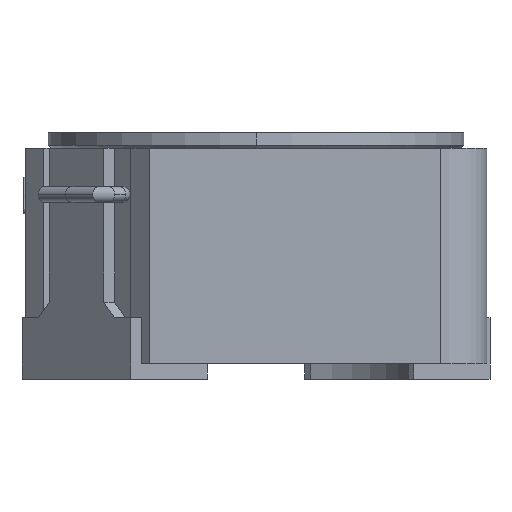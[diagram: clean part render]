
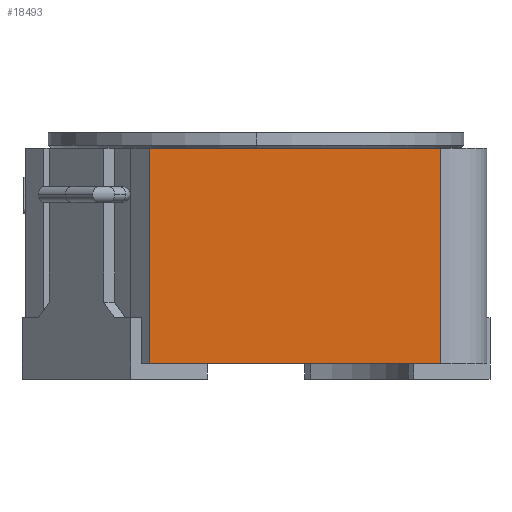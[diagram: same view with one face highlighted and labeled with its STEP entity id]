
A CAD part, left-side view. The second image highlights one B-rep face of the part: STEP entity #18493.
In plain terms, the highlighted planar face has unit normal (-1, 0, 0).
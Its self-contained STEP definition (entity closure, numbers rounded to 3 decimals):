
#1108 = FACE_OUTER_BOUND ( 'NONE', #12626, .T. ) ;
#1353 = VERTEX_POINT ( 'NONE', #9387 ) ;
#1519 = DIRECTION ( 'NONE',  ( 0., 0., 1. ) ) ;
#1957 = DIRECTION ( 'NONE',  ( 0., -1., 0. ) ) ;
#2020 = VERTEX_POINT ( 'NONE', #11047 ) ;
#3370 = LINE ( 'NONE', #14280, #4153 ) ;
#4153 = VECTOR ( 'NONE', #11357, 1000. ) ;
#4634 = DIRECTION ( 'NONE',  ( 0., 1., 0. ) ) ;
#4737 = LINE ( 'NONE', #15658, #11567 ) ;
#4803 = VERTEX_POINT ( 'NONE', #17224 ) ;
#5518 = ORIENTED_EDGE ( 'NONE', *, *, #13192, .F. ) ;
#5733 = VERTEX_POINT ( 'NONE', #18784 ) ;
#6028 = DIRECTION ( 'NONE',  ( 1., 0., 0. ) ) ;
#6258 = AXIS2_PLACEMENT_3D ( 'NONE', #13930, #6028, #4634 ) ;
#6368 = LINE ( 'NONE', #8090, #20010 ) ;
#6439 = VECTOR ( 'NONE', #10895, 1000. ) ;
#7100 = EDGE_CURVE ( 'NONE', #2020, #5733, #3370, .T. ) ;
#7948 = CARTESIAN_POINT ( 'NONE',  ( -1.5, -1.2, 1.4 ) ) ;
#8090 = CARTESIAN_POINT ( 'NONE',  ( -1.5, 1.5, 1.4 ) ) ;
#9387 = CARTESIAN_POINT ( 'NONE',  ( -1.5, -1.2, 1.4 ) ) ;
#9532 = ORIENTED_EDGE ( 'NONE', *, *, #13487, .F. ) ;
#10320 = EDGE_CURVE ( 'NONE', #2020, #4803, #4737, .T. ) ;
#10895 = DIRECTION ( 'NONE',  ( 0., 0., -1. ) ) ;
#11047 = CARTESIAN_POINT ( 'NONE',  ( -1.5, 0.692, 0. ) ) ;
#11213 = ORIENTED_EDGE ( 'NONE', *, *, #7100, .T. ) ;
#11357 = DIRECTION ( 'NONE',  ( 0., -1., 0. ) ) ;
#11567 = VECTOR ( 'NONE', #1519, 1000. ) ;
#12348 = LINE ( 'NONE', #7948, #6439 ) ;
#12626 = EDGE_LOOP ( 'NONE', ( #5518, #13710, #11213, #9532 ) ) ;
#13192 = EDGE_CURVE ( 'NONE', #4803, #1353, #6368, .T. ) ;
#13487 = EDGE_CURVE ( 'NONE', #1353, #5733, #12348, .T. ) ;
#13710 = ORIENTED_EDGE ( 'NONE', *, *, #10320, .F. ) ;
#13930 = CARTESIAN_POINT ( 'NONE',  ( -1.5, 1.5, 1.4 ) ) ;
#14280 = CARTESIAN_POINT ( 'NONE',  ( -1.5, 1.5, 0. ) ) ;
#15658 = CARTESIAN_POINT ( 'NONE',  ( -1.5, 0.692, 0. ) ) ;
#17224 = CARTESIAN_POINT ( 'NONE',  ( -1.5, 0.692, 1.4 ) ) ;
#18493 = ADVANCED_FACE ( 'NONE', ( #1108 ), #19319, .F. ) ;
#18784 = CARTESIAN_POINT ( 'NONE',  ( -1.5, -1.2, 0. ) ) ;
#19319 = PLANE ( 'NONE',  #6258 ) ;
#20010 = VECTOR ( 'NONE', #1957, 1000. ) ;
